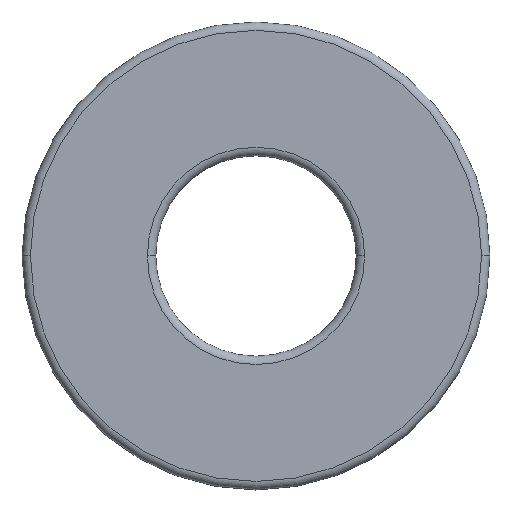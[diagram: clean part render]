
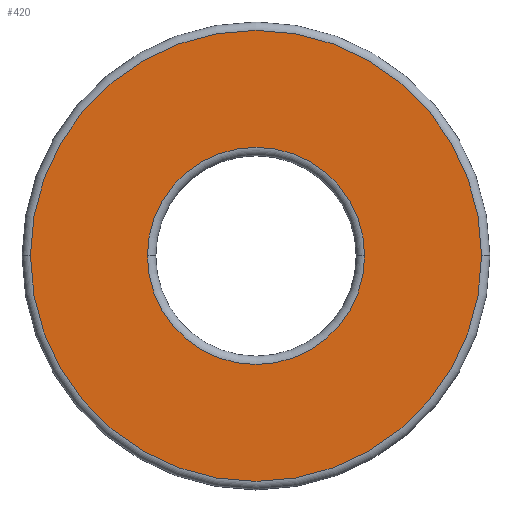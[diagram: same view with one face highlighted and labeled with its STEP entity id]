
A CAD part, top view. The second image highlights one B-rep face of the part: STEP entity #420.
In plain terms, the highlighted planar face has unit normal (0, 0, 1).
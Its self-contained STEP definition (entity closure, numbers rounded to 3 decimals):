
#29 = DIRECTION ( 'NONE',  ( 1., 0., 0. ) ) ;
#38 = VERTEX_POINT ( 'NONE', #406 ) ;
#48 = DIRECTION ( 'NONE',  ( 1., 0., 0. ) ) ;
#53 = ORIENTED_EDGE ( 'NONE', *, *, #304, .T. ) ;
#56 = AXIS2_PLACEMENT_3D ( 'NONE', #282, #92, #311 ) ;
#88 = DIRECTION ( 'NONE',  ( 0., 0., -1. ) ) ;
#90 = DIRECTION ( 'NONE',  ( 0., 0., 1. ) ) ;
#91 = DIRECTION ( 'NONE',  ( 0., 0., 1. ) ) ;
#92 = DIRECTION ( 'NONE',  ( 0., 0., -1. ) ) ;
#115 = FACE_BOUND ( 'NONE', #181, .T. ) ;
#123 = EDGE_LOOP ( 'NONE', ( #53, #133 ) ) ;
#133 = ORIENTED_EDGE ( 'NONE', *, *, #239, .T. ) ;
#165 = CIRCLE ( 'NONE', #56, 6.5 ) ;
#167 = CARTESIAN_POINT ( 'NONE',  ( -13.5, 0., 8. ) ) ;
#181 = EDGE_LOOP ( 'NONE', ( #378, #218 ) ) ;
#188 = VERTEX_POINT ( 'NONE', #265 ) ;
#191 = AXIS2_PLACEMENT_3D ( 'NONE', #243, #91, #308 ) ;
#195 = CARTESIAN_POINT ( 'NONE',  ( 0., 0., 8. ) ) ;
#218 = ORIENTED_EDGE ( 'NONE', *, *, #393, .T. ) ;
#222 = DIRECTION ( 'NONE',  ( 0., 0., 1. ) ) ;
#239 = EDGE_CURVE ( 'NONE', #323, #385, #252, .T. ) ;
#243 = CARTESIAN_POINT ( 'NONE',  ( 0., 0., 8. ) ) ;
#252 = CIRCLE ( 'NONE', #279, 13.5 ) ;
#265 = CARTESIAN_POINT ( 'NONE',  ( 6.5, 0., 8. ) ) ;
#270 = CIRCLE ( 'NONE', #322, 6.5 ) ;
#276 = CARTESIAN_POINT ( 'NONE',  ( 0., 0., 8. ) ) ;
#278 = PLANE ( 'NONE',  #191 ) ;
#279 = AXIS2_PLACEMENT_3D ( 'NONE', #195, #90, #48 ) ;
#281 = FACE_OUTER_BOUND ( 'NONE', #123, .T. ) ;
#282 = CARTESIAN_POINT ( 'NONE',  ( 0., 0., 8. ) ) ;
#304 = EDGE_CURVE ( 'NONE', #385, #323, #417, .T. ) ;
#307 = DIRECTION ( 'NONE',  ( 1., 0., 0. ) ) ;
#308 = DIRECTION ( 'NONE',  ( 1., 0., 0. ) ) ;
#311 = DIRECTION ( 'NONE',  ( 1., 0., 0. ) ) ;
#322 = AXIS2_PLACEMENT_3D ( 'NONE', #276, #88, #307 ) ;
#323 = VERTEX_POINT ( 'NONE', #167 ) ;
#353 = EDGE_CURVE ( 'NONE', #188, #38, #165, .T. ) ;
#354 = CARTESIAN_POINT ( 'NONE',  ( 13.5, 0., 8. ) ) ;
#378 = ORIENTED_EDGE ( 'NONE', *, *, #353, .T. ) ;
#385 = VERTEX_POINT ( 'NONE', #354 ) ;
#393 = EDGE_CURVE ( 'NONE', #38, #188, #270, .T. ) ;
#406 = CARTESIAN_POINT ( 'NONE',  ( -6.5, 0., 8. ) ) ;
#408 = AXIS2_PLACEMENT_3D ( 'NONE', #418, #222, #29 ) ;
#417 = CIRCLE ( 'NONE', #408, 13.5 ) ;
#418 = CARTESIAN_POINT ( 'NONE',  ( 0., 0., 8. ) ) ;
#420 = ADVANCED_FACE ( 'NONE', ( #115, #281 ), #278, .T. ) ;
